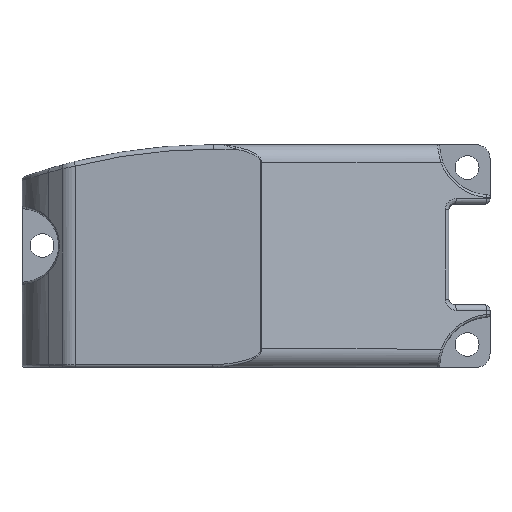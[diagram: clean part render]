
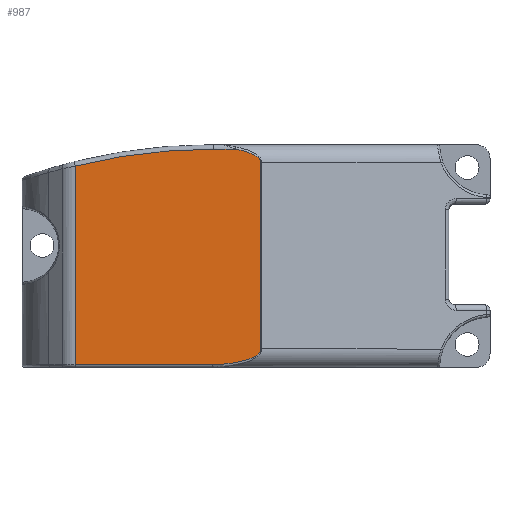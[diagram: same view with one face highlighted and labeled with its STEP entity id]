
A CAD part, top view. The second image highlights one B-rep face of the part: STEP entity #987.
In plain terms, the highlighted planar face has unit normal (0, 0, 1).
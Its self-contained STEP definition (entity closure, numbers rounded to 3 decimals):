
#226 = ORIENTED_EDGE ( 'NONE', *, *, #4233, .T. ) ;
#239 = CARTESIAN_POINT ( 'NONE',  ( -45.622, 12.66, 13. ) ) ;
#380 = CARTESIAN_POINT ( 'NONE',  ( -48.418, 34.511, 13. ) ) ;
#431 = PLANE ( 'NONE',  #3457 ) ;
#434 = EDGE_LOOP ( 'NONE', ( #578, #3409, #1850, #226, #1460, #2043, #2958 ) ) ;
#449 = CARTESIAN_POINT ( 'NONE',  ( -45.622, 33.656, 13. ) ) ;
#578 = ORIENTED_EDGE ( 'NONE', *, *, #1898, .T. ) ;
#587 = VECTOR ( 'NONE', #2595, 1000. ) ;
#633 = EDGE_CURVE ( 'NONE', #2018, #4193, #2280, .T. ) ;
#752 = VECTOR ( 'NONE', #1937, 1000. ) ;
#766 = CARTESIAN_POINT ( 'NONE',  ( -65.935, 10.96, 13. ) ) ;
#817 = CARTESIAN_POINT ( 'NONE',  ( -50.815, 34.511, 13. ) ) ;
#837 = CARTESIAN_POINT ( 'NONE',  ( -65.935, 32.655, 13. ) ) ;
#859 = CARTESIAN_POINT ( 'NONE',  ( -50.903, 10.96, 13. ) ) ;
#877 = VERTEX_POINT ( 'NONE', #380 ) ;
#904 = DIRECTION ( 'NONE',  ( 1., 0., 0. ) ) ;
#912 = CARTESIAN_POINT ( 'NONE',  ( -50.815, -27.989, 13. ) ) ;
#987 = ADVANCED_FACE ( 'NONE', ( #2509 ), #431, .T. ) ;
#1295 = CARTESIAN_POINT ( 'NONE',  ( -65.935, -27.989, 13. ) ) ;
#1304 = VERTEX_POINT ( 'NONE', #837 ) ;
#1414 = CARTESIAN_POINT ( 'NONE',  ( -48.418, 34.511, 13. ) ) ;
#1446 = DIRECTION ( 'NONE',  ( 1., 0., 0. ) ) ;
#1460 = ORIENTED_EDGE ( 'NONE', *, *, #3571, .T. ) ;
#1611 =( BOUNDED_CURVE ( )  B_SPLINE_CURVE ( 3, ( #3423, #449, #2761, #1414 ),
 .UNSPECIFIED., .F., .T. ) 
 B_SPLINE_CURVE_WITH_KNOTS ( ( 4, 4 ),
 ( 3.142, 4.222 ),
 .UNSPECIFIED. ) 
 CURVE ( )  GEOMETRIC_REPRESENTATION_ITEM ( )  RATIONAL_B_SPLINE_CURVE ( ( 1., 0.905, 0.905, 1. ) ) 
 REPRESENTATION_ITEM ( '' )  );
#1723 = CARTESIAN_POINT ( 'NONE',  ( -45.622, 12.66, 13. ) ) ;
#1738 = VERTEX_POINT ( 'NONE', #817 ) ;
#1776 = CARTESIAN_POINT ( 'NONE',  ( -50.815, -27.989, 13. ) ) ;
#1850 = ORIENTED_EDGE ( 'NONE', *, *, #3535, .T. ) ;
#1868 = LINE ( 'NONE', #4237, #587 ) ;
#1893 = DIRECTION ( 'NONE',  ( 1., 0., 0. ) ) ;
#1898 = EDGE_CURVE ( 'NONE', #3707, #2240, #1868, .T. ) ;
#1937 = DIRECTION ( 'NONE',  ( -1., 0., 0. ) ) ;
#1956 = CARTESIAN_POINT ( 'NONE',  ( -45.622, 33.011, 13. ) ) ;
#2018 = VERTEX_POINT ( 'NONE', #766 ) ;
#2043 = ORIENTED_EDGE ( 'NONE', *, *, #633, .T. ) ;
#2240 = VERTEX_POINT ( 'NONE', #1956 ) ;
#2280 = LINE ( 'NONE', #4183, #3606 ) ;
#2509 = FACE_OUTER_BOUND ( 'NONE', #434, .T. ) ;
#2519 = CARTESIAN_POINT ( 'NONE',  ( -47.809, 10.96, 13. ) ) ;
#2595 = DIRECTION ( 'NONE',  ( 0., 1., 0. ) ) ;
#2631 =( BOUNDED_CURVE ( )  B_SPLINE_CURVE ( 3, ( #2886, #2519, #3233, #239 ),
 .UNSPECIFIED., .F., .F. ) 
 B_SPLINE_CURVE_WITH_KNOTS ( ( 4, 4 ),
 ( 4.712, 6.283 ),
 .UNSPECIFIED. ) 
 CURVE ( )  GEOMETRIC_REPRESENTATION_ITEM ( )  RATIONAL_B_SPLINE_CURVE ( ( 1., 0.805, 0.805, 1. ) ) 
 REPRESENTATION_ITEM ( '' )  );
#2761 = CARTESIAN_POINT ( 'NONE',  ( -46.651, 34.208, 13. ) ) ;
#2783 = VECTOR ( 'NONE', #3678, 1000. ) ;
#2808 = EDGE_CURVE ( 'NONE', #4193, #3707, #2631, .T. ) ;
#2886 = CARTESIAN_POINT ( 'NONE',  ( -50.903, 10.96, 13. ) ) ;
#2941 = DIRECTION ( 'NONE',  ( 0., 0., 1. ) ) ;
#2958 = ORIENTED_EDGE ( 'NONE', *, *, #2808, .T. ) ;
#2995 = CIRCLE ( 'NONE', #3059, 62.5 ) ;
#3059 = AXIS2_PLACEMENT_3D ( 'NONE', #912, #2941, #1893 ) ;
#3225 = CARTESIAN_POINT ( 'NONE',  ( -65.935, 34.511, 13. ) ) ;
#3233 = CARTESIAN_POINT ( 'NONE',  ( -45.622, 11.665, 13. ) ) ;
#3409 = ORIENTED_EDGE ( 'NONE', *, *, #4009, .T. ) ;
#3423 = CARTESIAN_POINT ( 'NONE',  ( -45.622, 33.011, 13. ) ) ;
#3457 = AXIS2_PLACEMENT_3D ( 'NONE', #1776, #3816, #1446 ) ;
#3535 = EDGE_CURVE ( 'NONE', #877, #1738, #3545, .T. ) ;
#3545 = LINE ( 'NONE', #3225, #752 ) ;
#3571 = EDGE_CURVE ( 'NONE', #1304, #2018, #3948, .T. ) ;
#3606 = VECTOR ( 'NONE', #904, 1000. ) ;
#3678 = DIRECTION ( 'NONE',  ( 0., -1., 0. ) ) ;
#3707 = VERTEX_POINT ( 'NONE', #1723 ) ;
#3816 = DIRECTION ( 'NONE',  ( 0., 0., 1. ) ) ;
#3948 = LINE ( 'NONE', #1295, #2783 ) ;
#4009 = EDGE_CURVE ( 'NONE', #2240, #877, #1611, .T. ) ;
#4183 = CARTESIAN_POINT ( 'NONE',  ( -51.785, 10.96, 13. ) ) ;
#4193 = VERTEX_POINT ( 'NONE', #859 ) ;
#4233 = EDGE_CURVE ( 'NONE', #1738, #1304, #2995, .T. ) ;
#4237 = CARTESIAN_POINT ( 'NONE',  ( -45.622, -27.989, 13. ) ) ;
